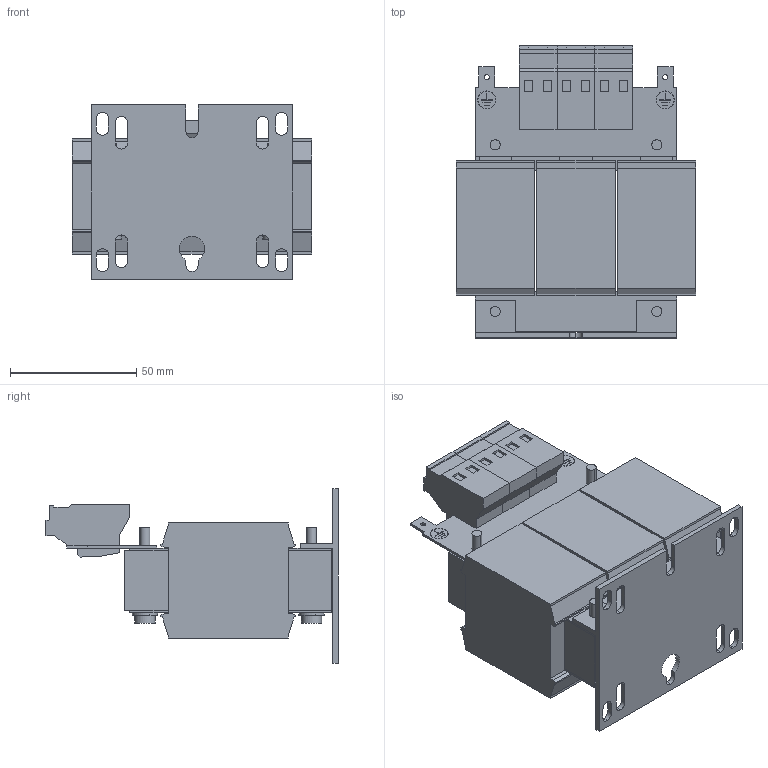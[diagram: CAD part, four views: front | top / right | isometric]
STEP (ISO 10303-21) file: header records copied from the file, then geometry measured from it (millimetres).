
FILE_DESCRIPTION (( 'STEP AP214' ), '1' );
FILE_NAME ('1185391.STEP', '2026-04-22T12:52:35', ( '' ), ( '' ), 'SwSTEP 2.0', 'SolidWorks 2022', '' );
FILE_SCHEMA (( 'AUTOMOTIVE_DESIGN' ));
Length unit declared in the file: millimetre
Products named in the file (1): 1185391
Bounding box: 95 x 115.7 x 69 mm (x, y, z)
Volume: 312993.8 mm3; surface area: 61659.2 mm2
Topology: 1 solids, 1 shells, 435 faces, 1150 edges, 744 vertices
Faces by surface type: plane 358, cylinder 77
Entity records: 13332 total; most frequent: CARTESIAN_POINT 2330, ORIENTED_EDGE 2300, DIRECTION 2176, EDGE_CURVE 1150, LINE 996, VECTOR 996, VERTEX_POINT 744, AXIS2_PLACEMENT_3D 590
